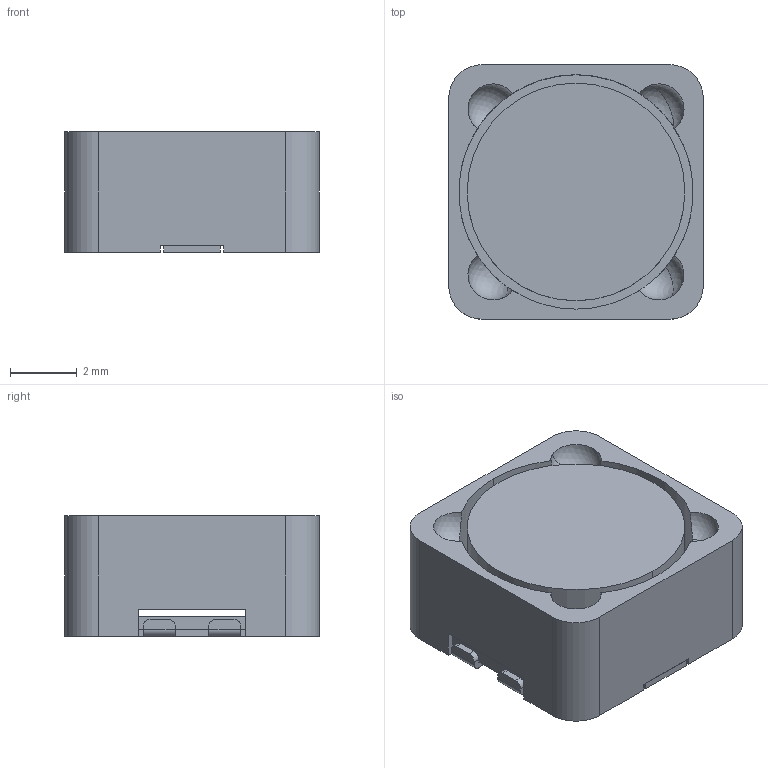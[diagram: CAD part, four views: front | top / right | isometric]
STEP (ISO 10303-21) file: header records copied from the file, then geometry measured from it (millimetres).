
FILE_DESCRIPTION((''),'2;1');
FILE_NAME('IND_BOURNS_SRF0703.stp','2013-03-26T16:42:34',(''),(''),'Mechanical Desktop 2011','Mechanical Desktop 2011',', , ');
FILE_SCHEMA(('AUTOMOTIVE_DESIGN { 1 2 10303 214 1 1 1 1 }'));
Length unit declared in the file: millimetre
Products named in the file (1): Product
Bounding box: 7.6 x 7.6 x 3.6 mm (x, y, z)
Volume: 177.5 mm3; surface area: 465.7 mm2
Topology: 7 solids, 7 shells, 90 faces, 246 edges, 161 vertices
Faces by surface type: plane 42, bspline 27, cylinder 14, sphere 7
Entity records: 3036 total; most frequent: CARTESIAN_POINT 766, ORIENTED_EDGE 480, DIRECTION 422, EDGE_CURVE 240, VECTOR 172, LINE 172, VERTEX_POINT 161, AXIS2_PLACEMENT_3D 125
